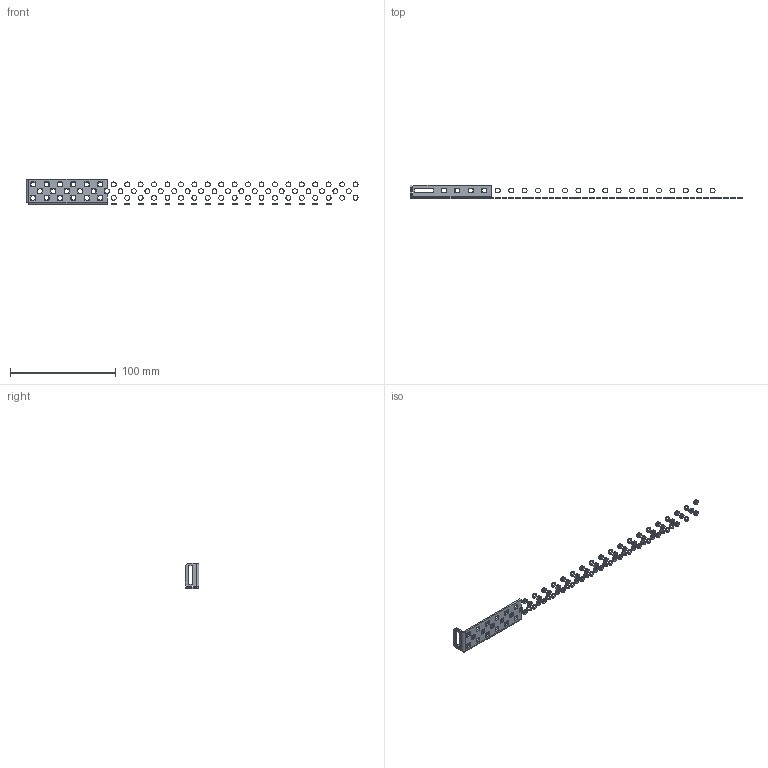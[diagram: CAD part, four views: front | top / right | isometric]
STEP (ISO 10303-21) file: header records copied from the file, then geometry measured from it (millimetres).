
FILE_DESCRIPTION(/* description */ ('Versatile angle with one narrow side and one taller side.'),/* implementation_level */ '2;1');
FILE_NAME(/* name */ 'Alu Chassis Rail 2x1x25.stp',/* time_stamp */ '2024-01-16T15:44:40-06:00',/* author */ ('ismae'),/* organization */ ('Super Sonic Sparks, Team 24'),/* preprocessor_version */ 'ST-DEVELOPER v19.2',/* originating_system */ 'Autodesk Inventor 2024',/* authorisation */ '');
FILE_SCHEMA (('AUTOMOTIVE_DESIGN { 1 0 10303 214 3 1 1 }'));
Length unit declared in the file: inch
Products named in the file (1): Aluminum Chassis Rail 2x1x25(2)
Bounding box: 313.84 x 13.13 x 24.56 mm (x, y, z)
Volume: 3703.2 mm3; surface area: 7964 mm2
Topology: 1 solids, 96 shells, 308 faces, 906 edges, 600 vertices
Faces by surface type: cylinder 193, plane 115
Full cylindrical faces by diameter (mm): 4.623 x95
Entity records: 10947 total; most frequent: DIRECTION 1910, CARTESIAN_POINT 1815, ORIENTED_EDGE 1622, EDGE_CURVE 906, AXIS2_PLACEMENT_3D 695, VERTEX_POINT 600, LINE 520, VECTOR 520
